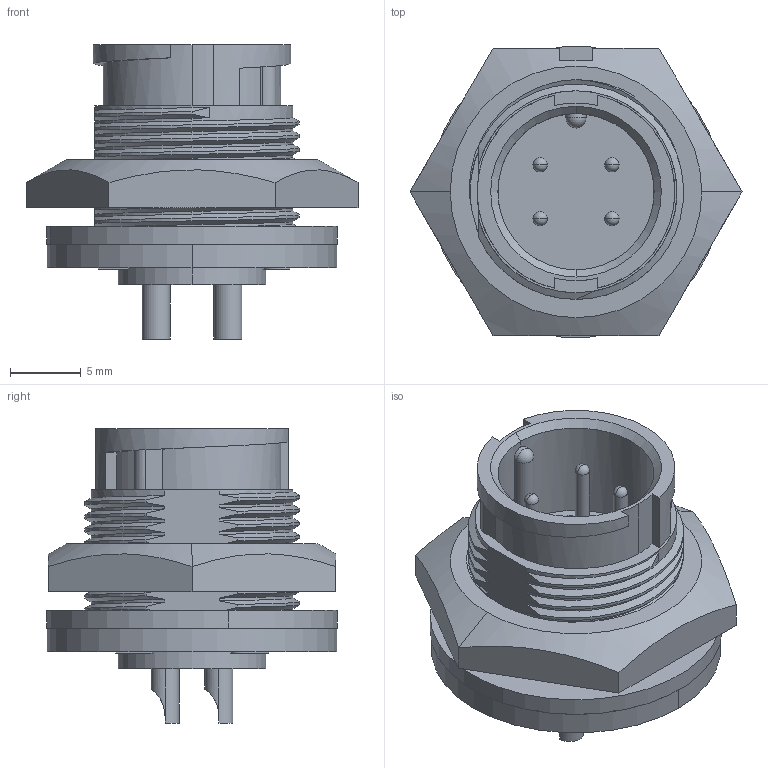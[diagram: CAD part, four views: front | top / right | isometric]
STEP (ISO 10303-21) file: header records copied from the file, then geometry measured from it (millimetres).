
FILE_DESCRIPTION (( 'STEP AP203' ), '1' );
FILE_NAME ('7282-4PG-3ES.STEP', '2015-11-13T17:35:33', ( '' ), ( '' ), 'SwSTEP 2.0', 'SolidWorks 2014', '' );
FILE_SCHEMA (( 'CONFIG_CONTROL_DESIGN' ));
Length unit declared in the file: inch
Products named in the file (1): 7282-4PG-3ES
Bounding box: 23.46 x 20.56 x 20.8 mm (x, y, z)
Volume: 2925 mm3; surface area: 3049.9 mm2
Topology: 2 solids, 10 shells, 340 faces, 859 edges, 553 vertices
Faces by surface type: cylinder 144, plane 106, bspline 53, cone 28, sphere 9
Entity records: 17602 total; most frequent: CARTESIAN_POINT 9969, ORIENTED_EDGE 1682, DIRECTION 1405, EDGE_CURVE 841, VERTEX_POINT 544, AXIS2_PLACEMENT_3D 504, VECTOR 397, LINE 397
